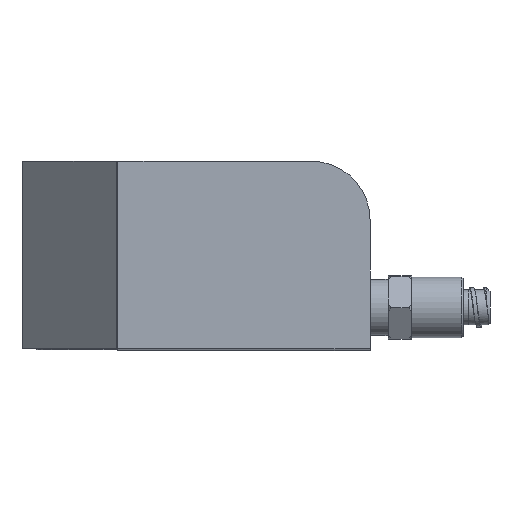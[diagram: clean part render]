
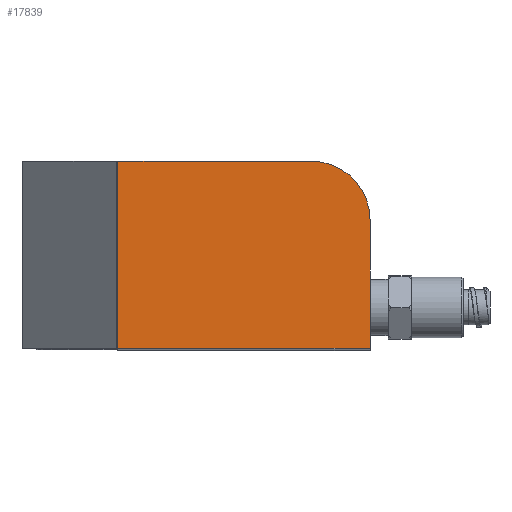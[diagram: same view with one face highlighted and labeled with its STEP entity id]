
A CAD part, left-side view. The second image highlights one B-rep face of the part: STEP entity #17839.
In plain terms, the highlighted face is planar.
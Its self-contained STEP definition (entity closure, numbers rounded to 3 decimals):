
#17839=ADVANCED_FACE('',(#17937),#17939,.T.);
#17937=FACE_OUTER_BOUND('',#17938,.T.);
#17938=EDGE_LOOP('',(#18362,#18363,#18364,#18365,#18366));
#17939=PLANE('',#17940);
#17940=AXIS2_PLACEMENT_3D('',#17941,#17942,#17943);
#17941=CARTESIAN_POINT('',(0.,0.,0.5));
#17942=DIRECTION('',(0.,0.,1.));
#17943=DIRECTION('',(1.,0.,0.));
#18362=ORIENTED_EDGE('',*,*,#18619,.T.);
#18363=ORIENTED_EDGE('',*,*,#18608,.T.);
#18364=ORIENTED_EDGE('',*,*,#18610,.T.);
#18365=ORIENTED_EDGE('',*,*,#18612,.T.);
#18366=ORIENTED_EDGE('',*,*,#18620,.T.);
#18608=EDGE_CURVE('',#18743,#18745,#18747,.T.);
#18610=EDGE_CURVE('',#18745,#18748,#18750,.F.);
#18612=EDGE_CURVE('',#18748,#18751,#18753,.T.);
#18619=EDGE_CURVE('',#18764,#18743,#18765,.T.);
#18620=EDGE_CURVE('',#18751,#18764,#18766,.T.);
#18743=VERTEX_POINT('',#18958);
#18745=VERTEX_POINT('',#18962);
#18747=LINE('',#18966,#18967);
#18748=VERTEX_POINT('',#18969);
#18750=CIRCLE('',#18973,25.);
#18751=VERTEX_POINT('',#18977);
#18753=LINE('',#18981,#18982);
#18764=VERTEX_POINT('',#19010);
#18765=LINE('',#19011,#19012);
#18766=LINE('',#19014,#19015);
#18958=CARTESIAN_POINT('',(80.,108.,0.5));
#18962=CARTESIAN_POINT('',(25.,108.,0.5));
#18966=CARTESIAN_POINT('',(80.,108.,0.5));
#18967=VECTOR('',#18968,1.);
#18968=DIRECTION('',(-1.,0.,0.));
#18969=CARTESIAN_POINT('',(0.,83.,0.5));
#18973=AXIS2_PLACEMENT_3D('',#18974,#18975,#18976);
#18974=CARTESIAN_POINT('',(25.,83.,0.5));
#18975=DIRECTION('',(0.,0.,-1.));
#18976=DIRECTION('',(-1.,0.,0.));
#18977=CARTESIAN_POINT('',(0.,0.207,0.5));
#18981=CARTESIAN_POINT('',(0.,83.,0.5));
#18982=VECTOR('',#18983,1.);
#18983=DIRECTION('',(0.,-1.,0.));
#19010=CARTESIAN_POINT('',(80.,0.207,0.5));
#19011=CARTESIAN_POINT('',(80.,0.207,0.5));
#19012=VECTOR('',#19013,1.);
#19013=DIRECTION('',(0.,1.,0.));
#19014=CARTESIAN_POINT('',(0.,0.207,0.5));
#19015=VECTOR('',#19016,1.);
#19016=DIRECTION('',(1.,0.,0.));
